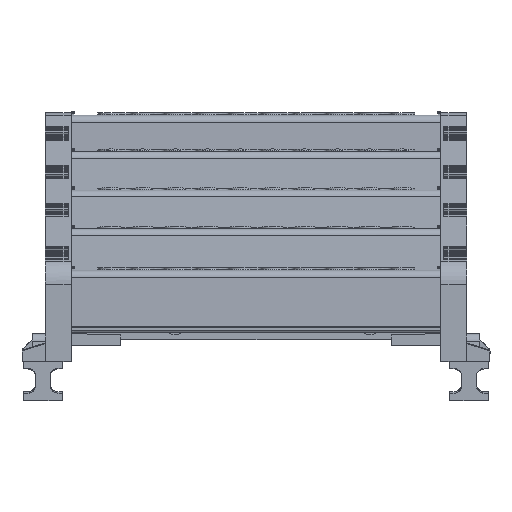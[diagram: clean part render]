
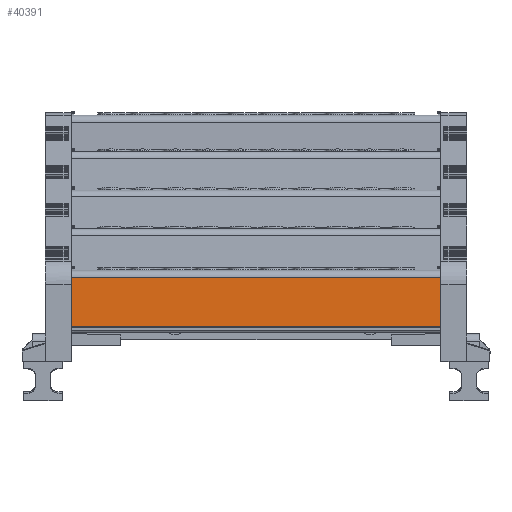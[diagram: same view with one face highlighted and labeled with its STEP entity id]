
A CAD part, top view. The second image highlights one B-rep face of the part: STEP entity #40391.
In plain terms, the highlighted planar face has unit normal (0, 0.018, 1).
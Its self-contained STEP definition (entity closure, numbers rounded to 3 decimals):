
#3730 = CARTESIAN_POINT ( 'NONE',  ( 44.197, 101.983, -275.34 ) ) ;
#5297 = CARTESIAN_POINT ( 'NONE',  ( -98.303, 121.872, -275.688 ) ) ;
#5490 = CARTESIAN_POINT ( 'NONE',  ( -98.303, 101.983, -275.34 ) ) ;
#6209 = CARTESIAN_POINT ( 'NONE',  ( 44.197, 121.872, -275.688 ) ) ;
#40391 = ADVANCED_FACE ( 'NONE', ( #118803 ), #118816, .T. ) ;
#47238 = VECTOR ( 'NONE', #84739, 1000. ) ;
#51557 = EDGE_CURVE ( 'NONE', #86933, #87005, #170204, .T. ) ;
#52666 = EDGE_CURVE ( 'NONE', #101725, #86933, #123400, .T. ) ;
#52718 = EDGE_CURVE ( 'NONE', #87005, #101909, #128505, .T. ) ;
#84695 = LINE ( 'NONE', #84835, #47238 ) ;
#84739 = DIRECTION ( 'NONE',  ( 0., -1., 0.017 ) ) ;
#84835 = CARTESIAN_POINT ( 'NONE',  ( 44.197, 113.509, -275.542 ) ) ;
#86933 = VERTEX_POINT ( 'NONE', #5297 ) ;
#87005 = VERTEX_POINT ( 'NONE', #5490 ) ;
#100794 = AXIS2_PLACEMENT_3D ( 'NONE', #118808, #118811, #118762 ) ;
#101725 = VERTEX_POINT ( 'NONE', #6209 ) ;
#101909 = VERTEX_POINT ( 'NONE', #3730 ) ;
#118011 = VECTOR ( 'NONE', #123517, 1000. ) ;
#118393 = VECTOR ( 'NONE', #128527, 1000. ) ;
#118762 = DIRECTION ( 'NONE',  ( 0., -1., 0.017 ) ) ;
#118803 = FACE_OUTER_BOUND ( 'NONE', #140676, .T. ) ;
#118808 = CARTESIAN_POINT ( 'NONE',  ( 12.326, 113.509, -275.542 ) ) ;
#118811 = DIRECTION ( 'NONE',  ( 0., 0.017, 1. ) ) ;
#118816 = PLANE ( 'NONE',  #100794 ) ;
#123400 = LINE ( 'NONE', #123558, #118011 ) ;
#123517 = DIRECTION ( 'NONE',  ( -1., 0., 0. ) ) ;
#123558 = CARTESIAN_POINT ( 'NONE',  ( 12.326, 121.872, -275.688 ) ) ;
#128505 = LINE ( 'NONE', #128538, #118393 ) ;
#128527 = DIRECTION ( 'NONE',  ( 1., 0., 0. ) ) ;
#128538 = CARTESIAN_POINT ( 'NONE',  ( 12.326, 101.983, -275.34 ) ) ;
#132052 = CARTESIAN_POINT ( 'NONE',  ( -98.303, 121.872, -275.688 ) ) ;
#132058 = CARTESIAN_POINT ( 'NONE',  ( -98.303, 115.242, -275.572 ) ) ;
#132120 = CARTESIAN_POINT ( 'NONE',  ( -98.303, 108.613, -275.456 ) ) ;
#132216 = CARTESIAN_POINT ( 'NONE',  ( -98.303, 101.983, -275.34 ) ) ;
#140676 = EDGE_LOOP ( 'NONE', ( #156569, #156707, #156556, #156676 ) ) ;
#156556 = ORIENTED_EDGE ( 'NONE', *, *, #51557, .T. ) ;
#156569 = ORIENTED_EDGE ( 'NONE', *, *, #169797, .F. ) ;
#156676 = ORIENTED_EDGE ( 'NONE', *, *, #52718, .T. ) ;
#156707 = ORIENTED_EDGE ( 'NONE', *, *, #52666, .T. ) ;
#169797 = EDGE_CURVE ( 'NONE', #101725, #101909, #84695, .T. ) ;
#170204 = B_SPLINE_CURVE_WITH_KNOTS ( 'NONE', 3,
 ( #132052, #132058, #132120, #132216 ),
 .UNSPECIFIED., .F., .F.,
 ( 4, 4 ),
 ( 0., 1. ),
 .UNSPECIFIED. ) ;
